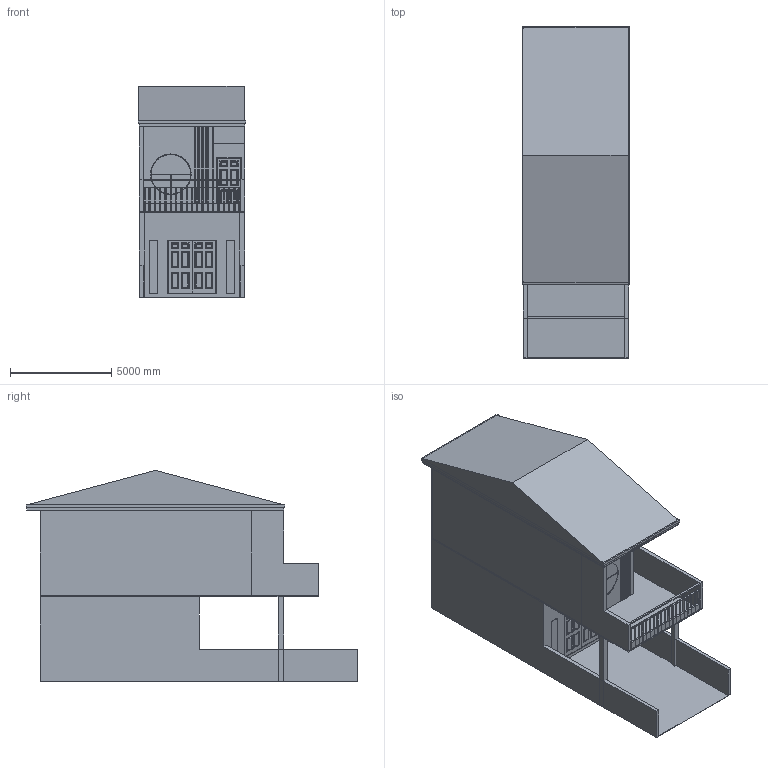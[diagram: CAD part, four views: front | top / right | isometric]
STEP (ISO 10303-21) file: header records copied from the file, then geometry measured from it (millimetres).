
FILE_DESCRIPTION(('FreeCAD Model'),'2;1');
FILE_NAME('Open CASCADE Shape Model','2025-05-01T16:50:51',('FreeCAD'),( 'FreeCAD'),'Open CASCADE STEP processor 7.6','FreeCAD','Unknown');
FILE_SCHEMA(('AUTOMOTIVE_DESIGN { 1 0 10303 214 1 1 1 1 }'));
Length unit declared in the file: millimetre
Products named in the file (1): Open CASCADE STEP translator 7.6 1
Bounding box: 5317.82 x 16411.88 x 10455.65 mm (x, y, z)
Volume: 86126573455.9 mm3; surface area: 1250638328.5 mm2
Topology: 50 solids, 50 shells, 1110 faces, 2452 edges, 1554 vertices
Faces by surface type: bspline 1110
Entity records: 28351 total; most frequent: CARTESIAN_POINT 13191, ORIENTED_EDGE 4904, EDGE_CURVE 2452, B_SPLINE_CURVE_WITH_KNOTS 1918, VERTEX_POINT 1554, FACE_BOUND 1240, EDGE_LOOP 1240, ADVANCED_FACE 1110
